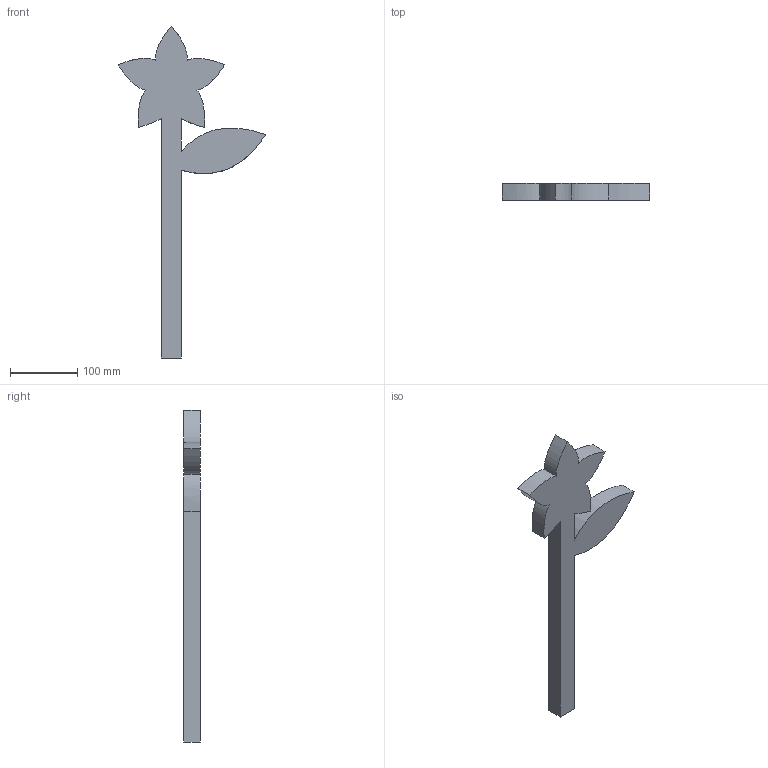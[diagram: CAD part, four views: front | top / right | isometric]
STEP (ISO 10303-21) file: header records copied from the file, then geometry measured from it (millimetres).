
FILE_DESCRIPTION(/* description */ (''),/* implementation_level */ '2;1');
FILE_NAME(/* name */ 'flower .step',/* time_stamp */ '2022-06-16T12:31:56+05:30',/* author */ (''),/* organization */ (''),/* preprocessor_version */ 'ST-DEVELOPER v19',/* originating_system */ 'Autodesk Translation Framework v11.7.0.108',/* authorisation */ '');
FILE_SCHEMA (('AUTOMOTIVE_DESIGN { 1 0 10303 214 3 1 1 }'));
Length unit declared in the file: millimetre
Products named in the file (1): Untitled
Bounding box: 219.57 x 25 x 493.23 mm (x, y, z)
Volume: 709992.8 mm3; surface area: 95051.5 mm2
Topology: 1 solids, 1 shells, 18 faces, 48 edges, 32 vertices
Faces by surface type: bspline 12, plane 6
Entity records: 1001 total; most frequent: CARTESIAN_POINT 635, ORIENTED_EDGE 96, EDGE_CURVE 48, DIRECTION 38, VERTEX_POINT 32, LINE 24, VECTOR 24, FACE_OUTER_BOUND 18
